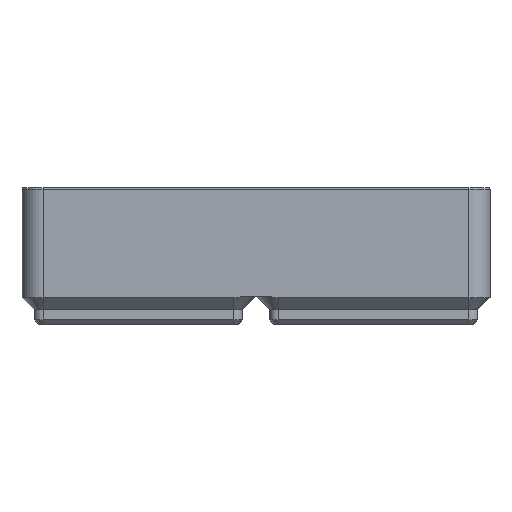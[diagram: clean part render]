
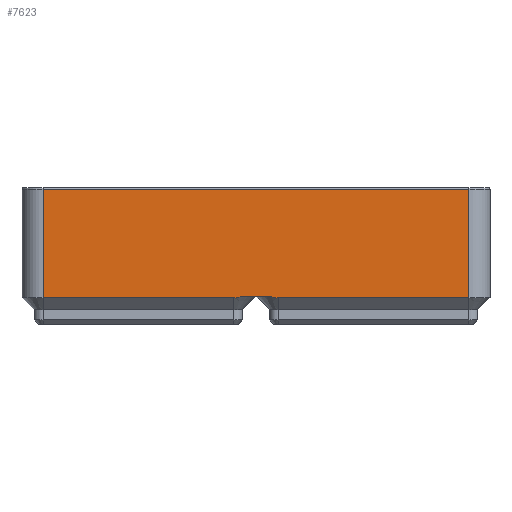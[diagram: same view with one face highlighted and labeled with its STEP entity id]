
A CAD part, left-side view. The second image highlights one B-rep face of the part: STEP entity #7623.
In plain terms, the highlighted planar face has unit normal (-1, 0, 0).
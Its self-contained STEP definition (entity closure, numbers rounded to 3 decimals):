
#1839 = CYLINDRICAL_SURFACE('',#1840,0.3);
#1840 = AXIS2_PLACEMENT_3D('',#1841,#1842,#1843);
#1841 = CARTESIAN_POINT('',(-83.45,-38.,24.129));
#1842 = DIRECTION('',(-0.,1.,-0.));
#1843 = DIRECTION('',(0.,0.,1.));
#4633 = VERTEX_POINT('',#4634);
#4634 = CARTESIAN_POINT('',(-83.75,38.,24.129));
#4671 = CYLINDRICAL_SURFACE('',#4672,3.75);
#4672 = AXIS2_PLACEMENT_3D('',#4673,#4674,#4675);
#4673 = CARTESIAN_POINT('',(-80.,38.,5.));
#4674 = DIRECTION('',(-0.,-0.,-1.));
#4675 = DIRECTION('',(1.,0.,0.));
#4741 = VERTEX_POINT('',#4742);
#4742 = CARTESIAN_POINT('',(-83.75,-38.,24.129));
#4762 = EDGE_CURVE('',#4741,#4633,#4763,.T.);
#4763 = SURFACE_CURVE('',#4764,(#4768,#4775),.PCURVE_S1.);
#4764 = LINE('',#4765,#4766);
#4765 = CARTESIAN_POINT('',(-83.75,-38.,24.129));
#4766 = VECTOR('',#4767,1.);
#4767 = DIRECTION('',(-0.,1.,-0.));
#4768 = PCURVE('',#1839,#4769);
#4769 = DEFINITIONAL_REPRESENTATION('',(#4770),#4774);
#4770 = LINE('',#4771,#4772);
#4771 = CARTESIAN_POINT('',(-1.571,0.));
#4772 = VECTOR('',#4773,1.);
#4773 = DIRECTION('',(-0.,1.));
#4774 = ( GEOMETRIC_REPRESENTATION_CONTEXT(2) 
PARAMETRIC_REPRESENTATION_CONTEXT() REPRESENTATION_CONTEXT('2D SPACE',''
  ) );
#4775 = PCURVE('',#4776,#4781);
#4776 = PLANE('',#4777);
#4777 = AXIS2_PLACEMENT_3D('',#4778,#4779,#4780);
#4778 = CARTESIAN_POINT('',(-83.75,-38.,5.25));
#4779 = DIRECTION('',(1.,0.,0.));
#4780 = DIRECTION('',(-0.,1.,0.));
#4781 = DEFINITIONAL_REPRESENTATION('',(#4782),#4786);
#4782 = LINE('',#4783,#4784);
#4783 = CARTESIAN_POINT('',(0.,18.879));
#4784 = VECTOR('',#4785,1.);
#4785 = DIRECTION('',(1.,-0.));
#4786 = ( GEOMETRIC_REPRESENTATION_CONTEXT(2) 
PARAMETRIC_REPRESENTATION_CONTEXT() REPRESENTATION_CONTEXT('2D SPACE',''
  ) );
#4885 = CYLINDRICAL_SURFACE('',#4886,3.75);
#4886 = AXIS2_PLACEMENT_3D('',#4887,#4888,#4889);
#4887 = CARTESIAN_POINT('',(-80.,-38.,5.25));
#4888 = DIRECTION('',(0.,0.,1.));
#4889 = DIRECTION('',(1.,0.,0.));
#7519 = EDGE_CURVE('',#4633,#7520,#7522,.T.);
#7520 = VERTEX_POINT('',#7521);
#7521 = CARTESIAN_POINT('',(-83.75,38.,4.75));
#7522 = SURFACE_CURVE('',#7523,(#7527,#7534),.PCURVE_S1.);
#7523 = LINE('',#7524,#7525);
#7524 = CARTESIAN_POINT('',(-83.75,38.,52.8));
#7525 = VECTOR('',#7526,1.);
#7526 = DIRECTION('',(0.,0.,-1.));
#7527 = PCURVE('',#4671,#7528);
#7528 = DEFINITIONAL_REPRESENTATION('',(#7529),#7533);
#7529 = LINE('',#7530,#7531);
#7530 = CARTESIAN_POINT('',(-3.142,-47.8));
#7531 = VECTOR('',#7532,1.);
#7532 = DIRECTION('',(0.,1.));
#7533 = ( GEOMETRIC_REPRESENTATION_CONTEXT(2) 
PARAMETRIC_REPRESENTATION_CONTEXT() REPRESENTATION_CONTEXT('2D SPACE',''
  ) );
#7534 = PCURVE('',#4776,#7535);
#7535 = DEFINITIONAL_REPRESENTATION('',(#7536),#7540);
#7536 = LINE('',#7537,#7538);
#7537 = CARTESIAN_POINT('',(76.,47.55));
#7538 = VECTOR('',#7539,1.);
#7539 = DIRECTION('',(0.,-1.));
#7540 = ( GEOMETRIC_REPRESENTATION_CONTEXT(2) 
PARAMETRIC_REPRESENTATION_CONTEXT() REPRESENTATION_CONTEXT('2D SPACE',''
  ) );
#7623 = ADVANCED_FACE('',(#7624),#4776,.F.);
#7624 = FACE_BOUND('',#7625,.F.);
#7625 = EDGE_LOOP('',(#7626,#7649,#7677,#7709,#7737,#7769,#7795,#7796));
#7626 = ORIENTED_EDGE('',*,*,#7627,.F.);
#7627 = EDGE_CURVE('',#7628,#4741,#7630,.T.);
#7628 = VERTEX_POINT('',#7629);
#7629 = CARTESIAN_POINT('',(-83.75,-38.,4.75));
#7630 = SURFACE_CURVE('',#7631,(#7635,#7642),.PCURVE_S1.);
#7631 = LINE('',#7632,#7633);
#7632 = CARTESIAN_POINT('',(-83.75,-38.,4.75));
#7633 = VECTOR('',#7634,1.);
#7634 = DIRECTION('',(0.,0.,1.));
#7635 = PCURVE('',#4776,#7636);
#7636 = DEFINITIONAL_REPRESENTATION('',(#7637),#7641);
#7637 = LINE('',#7638,#7639);
#7638 = CARTESIAN_POINT('',(0.,-0.5));
#7639 = VECTOR('',#7640,1.);
#7640 = DIRECTION('',(0.,1.));
#7641 = ( GEOMETRIC_REPRESENTATION_CONTEXT(2) 
PARAMETRIC_REPRESENTATION_CONTEXT() REPRESENTATION_CONTEXT('2D SPACE',''
  ) );
#7642 = PCURVE('',#4885,#7643);
#7643 = DEFINITIONAL_REPRESENTATION('',(#7644),#7648);
#7644 = LINE('',#7645,#7646);
#7645 = CARTESIAN_POINT('',(3.142,-0.5));
#7646 = VECTOR('',#7647,1.);
#7647 = DIRECTION('',(-0.,1.));
#7648 = ( GEOMETRIC_REPRESENTATION_CONTEXT(2) 
PARAMETRIC_REPRESENTATION_CONTEXT() REPRESENTATION_CONTEXT('2D SPACE',''
  ) );
#7649 = ORIENTED_EDGE('',*,*,#7650,.T.);
#7650 = EDGE_CURVE('',#7628,#7651,#7653,.T.);
#7651 = VERTEX_POINT('',#7652);
#7652 = CARTESIAN_POINT('',(-83.75,-4.,4.75));
#7653 = SURFACE_CURVE('',#7654,(#7658,#7665),.PCURVE_S1.);
#7654 = LINE('',#7655,#7656);
#7655 = CARTESIAN_POINT('',(-83.75,-29.5,4.75));
#7656 = VECTOR('',#7657,1.);
#7657 = DIRECTION('',(0.,1.,0.));
#7658 = PCURVE('',#4776,#7659);
#7659 = DEFINITIONAL_REPRESENTATION('',(#7660),#7664);
#7660 = LINE('',#7661,#7662);
#7661 = CARTESIAN_POINT('',(8.5,-0.5));
#7662 = VECTOR('',#7663,1.);
#7663 = DIRECTION('',(1.,0.));
#7664 = ( GEOMETRIC_REPRESENTATION_CONTEXT(2) 
PARAMETRIC_REPRESENTATION_CONTEXT() REPRESENTATION_CONTEXT('2D SPACE',''
  ) );
#7665 = PCURVE('',#7666,#7671);
#7666 = PLANE('',#7667);
#7667 = AXIS2_PLACEMENT_3D('',#7668,#7669,#7670);
#7668 = CARTESIAN_POINT('',(-84.,-21.,5.));
#7669 = DIRECTION('',(0.707,0.,0.707));
#7670 = DIRECTION('',(-0.707,0.,0.707));
#7671 = DEFINITIONAL_REPRESENTATION('',(#7672),#7676);
#7672 = LINE('',#7673,#7674);
#7673 = CARTESIAN_POINT('',(-0.354,8.5));
#7674 = VECTOR('',#7675,1.);
#7675 = DIRECTION('',(-0.,-1.));
#7676 = ( GEOMETRIC_REPRESENTATION_CONTEXT(2) 
PARAMETRIC_REPRESENTATION_CONTEXT() REPRESENTATION_CONTEXT('2D SPACE',''
  ) );
#7677 = ORIENTED_EDGE('',*,*,#7678,.F.);
#7678 = EDGE_CURVE('',#7679,#7651,#7681,.T.);
#7679 = VERTEX_POINT('',#7680);
#7680 = CARTESIAN_POINT('',(-83.75,-2.608,5.));
#7681 = SURFACE_CURVE('',#7682,(#7687,#7694),.PCURVE_S1.);
#7682 = HYPERBOLA('',#7683,3.75,3.75);
#7683 = AXIS2_PLACEMENT_3D('',#7684,#7685,#7686);
#7684 = CARTESIAN_POINT('',(-83.75,-4.,1.));
#7685 = DIRECTION('',(1.,0.,0.));
#7686 = DIRECTION('',(0.,-0.,1.));
#7687 = PCURVE('',#4776,#7688);
#7688 = DEFINITIONAL_REPRESENTATION('',(#7689),#7693);
#7689 = HYPERBOLA('',#7690,3.75,3.75);
#7690 = AXIS2_PLACEMENT_2D('',#7691,#7692);
#7691 = CARTESIAN_POINT('',(34.,-4.25));
#7692 = DIRECTION('',(0.,1.));
#7693 = ( GEOMETRIC_REPRESENTATION_CONTEXT(2) 
PARAMETRIC_REPRESENTATION_CONTEXT() REPRESENTATION_CONTEXT('2D SPACE',''
  ) );
#7694 = PCURVE('',#7695,#7700);
#7695 = CONICAL_SURFACE('',#7696,4.,0.785);
#7696 = AXIS2_PLACEMENT_3D('',#7697,#7698,#7699);
#7697 = CARTESIAN_POINT('',(-80.,-4.,5.));
#7698 = DIRECTION('',(0.,0.,1.));
#7699 = DIRECTION('',(1.,0.,0.));
#7700 = DEFINITIONAL_REPRESENTATION('',(#7701),#7708);
#7701 = B_SPLINE_CURVE_WITH_KNOTS('',5,(#7702,#7703,#7704,#7705,#7706,
    #7707),.UNSPECIFIED.,.F.,.F.,(6,6),(-0.363,0.),
  .PIECEWISE_BEZIER_KNOTS.);
#7702 = CARTESIAN_POINT('',(2.786,0.));
#7703 = CARTESIAN_POINT('',(2.854,-0.101));
#7704 = CARTESIAN_POINT('',(2.925,-0.176));
#7705 = CARTESIAN_POINT('',(2.996,-0.225));
#7706 = CARTESIAN_POINT('',(3.069,-0.25));
#7707 = CARTESIAN_POINT('',(3.142,-0.25));
#7708 = ( GEOMETRIC_REPRESENTATION_CONTEXT(2) 
PARAMETRIC_REPRESENTATION_CONTEXT() REPRESENTATION_CONTEXT('2D SPACE',''
  ) );
#7709 = ORIENTED_EDGE('',*,*,#7710,.T.);
#7710 = EDGE_CURVE('',#7679,#7711,#7713,.T.);
#7711 = VERTEX_POINT('',#7712);
#7712 = CARTESIAN_POINT('',(-83.75,2.608,5.));
#7713 = SURFACE_CURVE('',#7714,(#7718,#7725),.PCURVE_S1.);
#7714 = LINE('',#7715,#7716);
#7715 = CARTESIAN_POINT('',(-83.75,0.,5.));
#7716 = VECTOR('',#7717,1.);
#7717 = DIRECTION('',(0.,1.,0.));
#7718 = PCURVE('',#4776,#7719);
#7719 = DEFINITIONAL_REPRESENTATION('',(#7720),#7724);
#7720 = LINE('',#7721,#7722);
#7721 = CARTESIAN_POINT('',(38.,-0.25));
#7722 = VECTOR('',#7723,1.);
#7723 = DIRECTION('',(1.,0.));
#7724 = ( GEOMETRIC_REPRESENTATION_CONTEXT(2) 
PARAMETRIC_REPRESENTATION_CONTEXT() REPRESENTATION_CONTEXT('2D SPACE',''
  ) );
#7725 = PCURVE('',#7726,#7731);
#7726 = PLANE('',#7727);
#7727 = AXIS2_PLACEMENT_3D('',#7728,#7729,#7730);
#7728 = CARTESIAN_POINT('',(0.,0.,5.));
#7729 = DIRECTION('',(0.,0.,1.));
#7730 = DIRECTION('',(1.,0.,0.));
#7731 = DEFINITIONAL_REPRESENTATION('',(#7732),#7736);
#7732 = LINE('',#7733,#7734);
#7733 = CARTESIAN_POINT('',(-83.75,0.));
#7734 = VECTOR('',#7735,1.);
#7735 = DIRECTION('',(0.,1.));
#7736 = ( GEOMETRIC_REPRESENTATION_CONTEXT(2) 
PARAMETRIC_REPRESENTATION_CONTEXT() REPRESENTATION_CONTEXT('2D SPACE',''
  ) );
#7737 = ORIENTED_EDGE('',*,*,#7738,.F.);
#7738 = EDGE_CURVE('',#7739,#7711,#7741,.T.);
#7739 = VERTEX_POINT('',#7740);
#7740 = CARTESIAN_POINT('',(-83.75,4.,4.75));
#7741 = SURFACE_CURVE('',#7742,(#7747,#7754),.PCURVE_S1.);
#7742 = HYPERBOLA('',#7743,3.75,3.75);
#7743 = AXIS2_PLACEMENT_3D('',#7744,#7745,#7746);
#7744 = CARTESIAN_POINT('',(-83.75,4.,1.));
#7745 = DIRECTION('',(1.,0.,0.));
#7746 = DIRECTION('',(0.,-0.,1.));
#7747 = PCURVE('',#4776,#7748);
#7748 = DEFINITIONAL_REPRESENTATION('',(#7749),#7753);
#7749 = HYPERBOLA('',#7750,3.75,3.75);
#7750 = AXIS2_PLACEMENT_2D('',#7751,#7752);
#7751 = CARTESIAN_POINT('',(42.,-4.25));
#7752 = DIRECTION('',(0.,1.));
#7753 = ( GEOMETRIC_REPRESENTATION_CONTEXT(2) 
PARAMETRIC_REPRESENTATION_CONTEXT() REPRESENTATION_CONTEXT('2D SPACE',''
  ) );
#7754 = PCURVE('',#7755,#7760);
#7755 = CONICAL_SURFACE('',#7756,4.,0.785);
#7756 = AXIS2_PLACEMENT_3D('',#7757,#7758,#7759);
#7757 = CARTESIAN_POINT('',(-80.,4.,5.));
#7758 = DIRECTION('',(0.,0.,1.));
#7759 = DIRECTION('',(1.,0.,0.));
#7760 = DEFINITIONAL_REPRESENTATION('',(#7761),#7768);
#7761 = B_SPLINE_CURVE_WITH_KNOTS('',5,(#7762,#7763,#7764,#7765,#7766,
    #7767),.UNSPECIFIED.,.F.,.F.,(6,6),(0.,0.363),
  .PIECEWISE_BEZIER_KNOTS.);
#7762 = CARTESIAN_POINT('',(3.142,-0.25));
#7763 = CARTESIAN_POINT('',(3.214,-0.25));
#7764 = CARTESIAN_POINT('',(3.287,-0.225));
#7765 = CARTESIAN_POINT('',(3.359,-0.176));
#7766 = CARTESIAN_POINT('',(3.429,-0.101));
#7767 = CARTESIAN_POINT('',(3.497,0.));
#7768 = ( GEOMETRIC_REPRESENTATION_CONTEXT(2) 
PARAMETRIC_REPRESENTATION_CONTEXT() REPRESENTATION_CONTEXT('2D SPACE',''
  ) );
#7769 = ORIENTED_EDGE('',*,*,#7770,.T.);
#7770 = EDGE_CURVE('',#7739,#7520,#7771,.T.);
#7771 = SURFACE_CURVE('',#7772,(#7776,#7783),.PCURVE_S1.);
#7772 = LINE('',#7773,#7774);
#7773 = CARTESIAN_POINT('',(-83.75,-8.5,4.75));
#7774 = VECTOR('',#7775,1.);
#7775 = DIRECTION('',(0.,1.,0.));
#7776 = PCURVE('',#4776,#7777);
#7777 = DEFINITIONAL_REPRESENTATION('',(#7778),#7782);
#7778 = LINE('',#7779,#7780);
#7779 = CARTESIAN_POINT('',(29.5,-0.5));
#7780 = VECTOR('',#7781,1.);
#7781 = DIRECTION('',(1.,0.));
#7782 = ( GEOMETRIC_REPRESENTATION_CONTEXT(2) 
PARAMETRIC_REPRESENTATION_CONTEXT() REPRESENTATION_CONTEXT('2D SPACE',''
  ) );
#7783 = PCURVE('',#7784,#7789);
#7784 = PLANE('',#7785);
#7785 = AXIS2_PLACEMENT_3D('',#7786,#7787,#7788);
#7786 = CARTESIAN_POINT('',(-84.,21.,5.));
#7787 = DIRECTION('',(0.707,0.,0.707));
#7788 = DIRECTION('',(-0.707,0.,0.707));
#7789 = DEFINITIONAL_REPRESENTATION('',(#7790),#7794);
#7790 = LINE('',#7791,#7792);
#7791 = CARTESIAN_POINT('',(-0.354,29.5));
#7792 = VECTOR('',#7793,1.);
#7793 = DIRECTION('',(-0.,-1.));
#7794 = ( GEOMETRIC_REPRESENTATION_CONTEXT(2) 
PARAMETRIC_REPRESENTATION_CONTEXT() REPRESENTATION_CONTEXT('2D SPACE',''
  ) );
#7795 = ORIENTED_EDGE('',*,*,#7519,.F.);
#7796 = ORIENTED_EDGE('',*,*,#4762,.F.);
